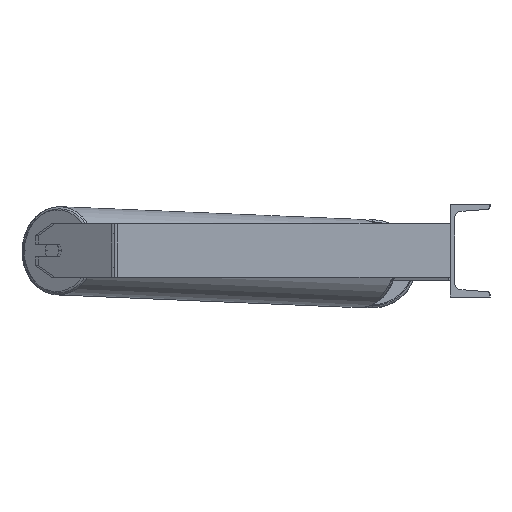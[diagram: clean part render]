
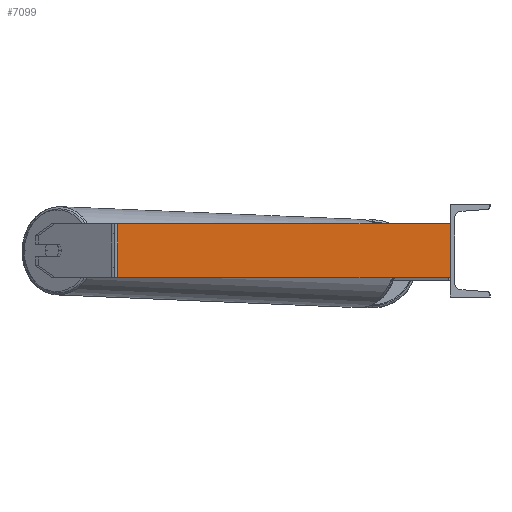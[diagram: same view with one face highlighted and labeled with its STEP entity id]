
A CAD part, left-side view. The second image highlights one B-rep face of the part: STEP entity #7099.
In plain terms, the highlighted planar face has unit normal (-1, 0, 0).
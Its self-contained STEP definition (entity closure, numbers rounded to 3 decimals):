
#95 = CARTESIAN_POINT ( 'NONE',  ( -1185., 500.713, -40. ) ) ;
#124 = VECTOR ( 'NONE', #2457, 1000. ) ;
#135 = ORIENTED_EDGE ( 'NONE', *, *, #7572, .F. ) ;
#183 = CARTESIAN_POINT ( 'NONE',  ( -1185., 500.713, 40. ) ) ;
#253 = CARTESIAN_POINT ( 'NONE',  ( -1185., 0., 40. ) ) ;
#781 = DIRECTION ( 'NONE',  ( 1., 0., 0. ) ) ;
#1237 = EDGE_CURVE ( 'NONE', #2377, #1984, #3699, .T. ) ;
#1395 = EDGE_CURVE ( 'NONE', #4299, #1984, #5888, .T. ) ;
#1432 = CARTESIAN_POINT ( 'NONE',  ( -1185., 0., -40. ) ) ;
#1984 = VERTEX_POINT ( 'NONE', #1432 ) ;
#1997 = CARTESIAN_POINT ( 'NONE',  ( -1185., 505.758, 40. ) ) ;
#2377 = VERTEX_POINT ( 'NONE', #253 ) ;
#2418 = LINE ( 'NONE', #183, #6708 ) ;
#2457 = DIRECTION ( 'NONE',  ( 0., -1., 0. ) ) ;
#2633 = VECTOR ( 'NONE', #3379, 1000. ) ;
#2728 = ORIENTED_EDGE ( 'NONE', *, *, #1237, .F. ) ;
#2731 = ORIENTED_EDGE ( 'NONE', *, *, #4154, .T. ) ;
#2792 = AXIS2_PLACEMENT_3D ( 'NONE', #7709, #781, #3558 ) ;
#2999 = DIRECTION ( 'NONE',  ( 0., 0., -1. ) ) ;
#3379 = DIRECTION ( 'NONE',  ( 0., 0., -1. ) ) ;
#3558 = DIRECTION ( 'NONE',  ( 0., 0., -1. ) ) ;
#3699 = LINE ( 'NONE', #4599, #2633 ) ;
#4048 = EDGE_LOOP ( 'NONE', ( #8555, #2728, #135, #2731 ) ) ;
#4154 = EDGE_CURVE ( 'NONE', #4195, #4299, #2418, .T. ) ;
#4195 = VERTEX_POINT ( 'NONE', #8673 ) ;
#4299 = VERTEX_POINT ( 'NONE', #95 ) ;
#4599 = CARTESIAN_POINT ( 'NONE',  ( -1185., 0., 40. ) ) ;
#4875 = FACE_OUTER_BOUND ( 'NONE', #4048, .T. ) ;
#5584 = PLANE ( 'NONE',  #2792 ) ;
#5888 = LINE ( 'NONE', #8668, #124 ) ;
#6167 = LINE ( 'NONE', #1997, #8305 ) ;
#6708 = VECTOR ( 'NONE', #2999, 1000. ) ;
#6906 = DIRECTION ( 'NONE',  ( 0., -1., 0. ) ) ;
#7099 = ADVANCED_FACE ( 'NONE', ( #4875 ), #5584, .F. ) ;
#7572 = EDGE_CURVE ( 'NONE', #4195, #2377, #6167, .T. ) ;
#7709 = CARTESIAN_POINT ( 'NONE',  ( -1185., 505.758, 40. ) ) ;
#8305 = VECTOR ( 'NONE', #6906, 1000. ) ;
#8555 = ORIENTED_EDGE ( 'NONE', *, *, #1395, .T. ) ;
#8668 = CARTESIAN_POINT ( 'NONE',  ( -1185., 505.758, -40. ) ) ;
#8673 = CARTESIAN_POINT ( 'NONE',  ( -1185., 500.713, 40. ) ) ;
